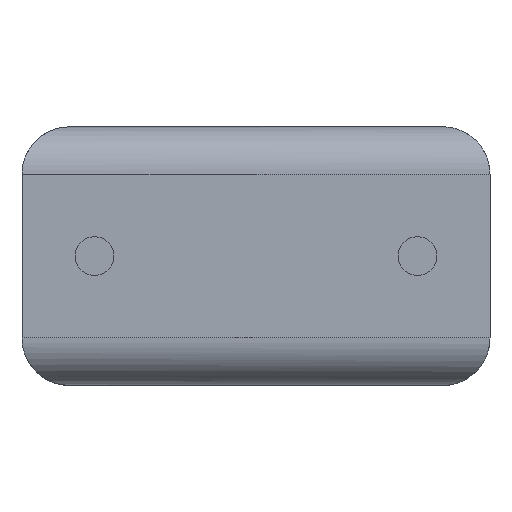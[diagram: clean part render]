
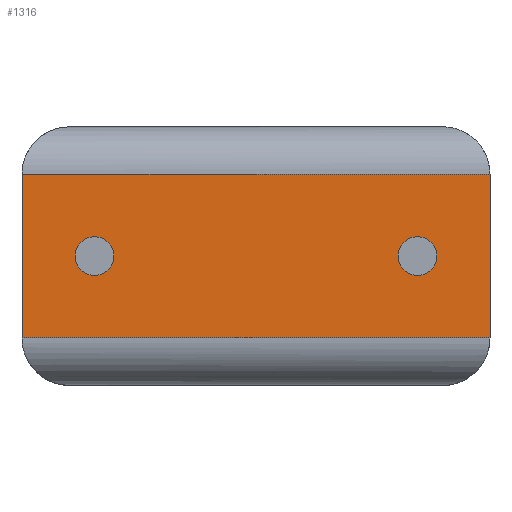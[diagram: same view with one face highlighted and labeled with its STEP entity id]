
A CAD part, front view. The second image highlights one B-rep face of the part: STEP entity #1316.
In plain terms, the highlighted planar face has unit normal (0, -1, 0).
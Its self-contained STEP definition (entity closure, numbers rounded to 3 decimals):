
#20 = EDGE_CURVE ( 'NONE', #2155, #1431, #1561, .T. ) ;
#25 = DIRECTION ( 'NONE',  ( 0., -1., 0. ) ) ;
#50 = ORIENTED_EDGE ( 'NONE', *, *, #20, .T. ) ;
#90 = VERTEX_POINT ( 'NONE', #2444 ) ;
#152 = ORIENTED_EDGE ( 'NONE', *, *, #1375, .T. ) ;
#157 = DIRECTION ( 'NONE',  ( 0., 1., 0. ) ) ;
#178 = EDGE_CURVE ( 'NONE', #299, #2411, #2897, .T. ) ;
#200 = EDGE_LOOP ( 'NONE', ( #793, #152 ) ) ;
#296 = ORIENTED_EDGE ( 'NONE', *, *, #2079, .T. ) ;
#299 = VERTEX_POINT ( 'NONE', #553 ) ;
#346 = CARTESIAN_POINT ( 'NONE',  ( -6.22, 0., 2.035 ) ) ;
#465 = AXIS2_PLACEMENT_3D ( 'NONE', #3591, #157, #1020 ) ;
#526 = FACE_BOUND ( 'NONE', #3647, .T. ) ;
#553 = CARTESIAN_POINT ( 'NONE',  ( -6.525, 0., 2.035 ) ) ;
#597 = CIRCLE ( 'NONE', #2777, 0.305 ) ;
#613 = DIRECTION ( 'NONE',  ( -1., 0., 0. ) ) ;
#645 = ORIENTED_EDGE ( 'NONE', *, *, #1640, .F. ) ;
#793 = ORIENTED_EDGE ( 'NONE', *, *, #1916, .T. ) ;
#845 = DIRECTION ( 'NONE',  ( 0., 1., 0. ) ) ;
#858 = DIRECTION ( 'NONE',  ( -1., 0., 0. ) ) ;
#966 = CARTESIAN_POINT ( 'NONE',  ( 0., 0., 0.75 ) ) ;
#1020 = DIRECTION ( 'NONE',  ( -1., 0., 0. ) ) ;
#1172 = CARTESIAN_POINT ( 'NONE',  ( 0., 0., 0.75 ) ) ;
#1261 = CARTESIAN_POINT ( 'NONE',  ( -7.36, 0., 4.07 ) ) ;
#1292 = AXIS2_PLACEMENT_3D ( 'NONE', #346, #25, #613 ) ;
#1316 = ADVANCED_FACE ( 'NONE', ( #2058, #2431, #526 ), #2646, .F. ) ;
#1329 = CIRCLE ( 'NONE', #465, 0.305 ) ;
#1375 = EDGE_CURVE ( 'NONE', #1953, #90, #1329, .T. ) ;
#1412 = EDGE_LOOP ( 'NONE', ( #3615, #50, #296, #2336 ) ) ;
#1431 = VERTEX_POINT ( 'NONE', #2835 ) ;
#1447 = CARTESIAN_POINT ( 'NONE',  ( -7.36, 0., 0.75 ) ) ;
#1561 = LINE ( 'NONE', #2631, #2936 ) ;
#1594 = CARTESIAN_POINT ( 'NONE',  ( 0., 0., 3.32 ) ) ;
#1640 = EDGE_CURVE ( 'NONE', #2411, #299, #1952, .T. ) ;
#1661 = VECTOR ( 'NONE', #2034, 1000. ) ;
#1889 = DIRECTION ( 'NONE',  ( 0., 0., -1. ) ) ;
#1916 = EDGE_CURVE ( 'NONE', #90, #1953, #597, .T. ) ;
#1933 = CARTESIAN_POINT ( 'NONE',  ( 0., 0., 4.07 ) ) ;
#1952 = CIRCLE ( 'NONE', #1292, 0.305 ) ;
#1953 = VERTEX_POINT ( 'NONE', #2098 ) ;
#2034 = DIRECTION ( 'NONE',  ( 1., 0., 0. ) ) ;
#2048 = ORIENTED_EDGE ( 'NONE', *, *, #178, .F. ) ;
#2049 = DIRECTION ( 'NONE',  ( -1., 0., 0. ) ) ;
#2058 = FACE_BOUND ( 'NONE', #200, .T. ) ;
#2077 = DIRECTION ( 'NONE',  ( -1., 0., 0. ) ) ;
#2079 = EDGE_CURVE ( 'NONE', #1431, #3029, #2882, .T. ) ;
#2098 = CARTESIAN_POINT ( 'NONE',  ( -0.835, 0., 2.035 ) ) ;
#2130 = CARTESIAN_POINT ( 'NONE',  ( 0., 0., 4.07 ) ) ;
#2155 = VERTEX_POINT ( 'NONE', #1594 ) ;
#2220 = EDGE_CURVE ( 'NONE', #2155, #3156, #3190, .T. ) ;
#2336 = ORIENTED_EDGE ( 'NONE', *, *, #3521, .T. ) ;
#2411 = VERTEX_POINT ( 'NONE', #3128 ) ;
#2431 = FACE_OUTER_BOUND ( 'NONE', #1412, .T. ) ;
#2444 = CARTESIAN_POINT ( 'NONE',  ( -1.445, 0., 2.035 ) ) ;
#2552 = DIRECTION ( 'NONE',  ( 0., -1., 0. ) ) ;
#2566 = CARTESIAN_POINT ( 'NONE',  ( -6.22, 0., 2.035 ) ) ;
#2588 = CARTESIAN_POINT ( 'NONE',  ( -1.14, 0., 2.035 ) ) ;
#2631 = CARTESIAN_POINT ( 'NONE',  ( 0., 0., 3.32 ) ) ;
#2646 = PLANE ( 'NONE',  #2792 ) ;
#2771 = DIRECTION ( 'NONE',  ( -1., 0., 0. ) ) ;
#2777 = AXIS2_PLACEMENT_3D ( 'NONE', #2588, #845, #858 ) ;
#2792 = AXIS2_PLACEMENT_3D ( 'NONE', #2130, #3245, #2077 ) ;
#2835 = CARTESIAN_POINT ( 'NONE',  ( -7.36, 0., 3.32 ) ) ;
#2840 = VECTOR ( 'NONE', #2986, 1000. ) ;
#2846 = AXIS2_PLACEMENT_3D ( 'NONE', #2566, #2552, #2771 ) ;
#2882 = LINE ( 'NONE', #1261, #2840 ) ;
#2897 = CIRCLE ( 'NONE', #2846, 0.305 ) ;
#2899 = LINE ( 'NONE', #1172, #1661 ) ;
#2936 = VECTOR ( 'NONE', #2049, 1000. ) ;
#2986 = DIRECTION ( 'NONE',  ( 0., 0., -1. ) ) ;
#3029 = VERTEX_POINT ( 'NONE', #1447 ) ;
#3128 = CARTESIAN_POINT ( 'NONE',  ( -5.915, 0., 2.035 ) ) ;
#3156 = VERTEX_POINT ( 'NONE', #966 ) ;
#3190 = LINE ( 'NONE', #1933, #3405 ) ;
#3245 = DIRECTION ( 'NONE',  ( 0., 1., 0. ) ) ;
#3405 = VECTOR ( 'NONE', #1889, 1000. ) ;
#3521 = EDGE_CURVE ( 'NONE', #3029, #3156, #2899, .T. ) ;
#3591 = CARTESIAN_POINT ( 'NONE',  ( -1.14, 0., 2.035 ) ) ;
#3615 = ORIENTED_EDGE ( 'NONE', *, *, #2220, .F. ) ;
#3647 = EDGE_LOOP ( 'NONE', ( #2048, #645 ) ) ;
